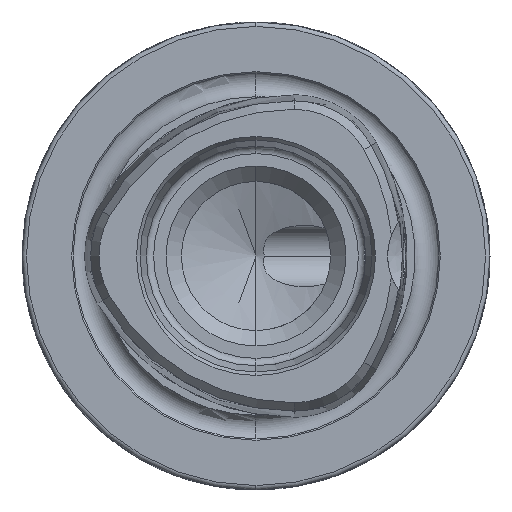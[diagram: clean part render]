
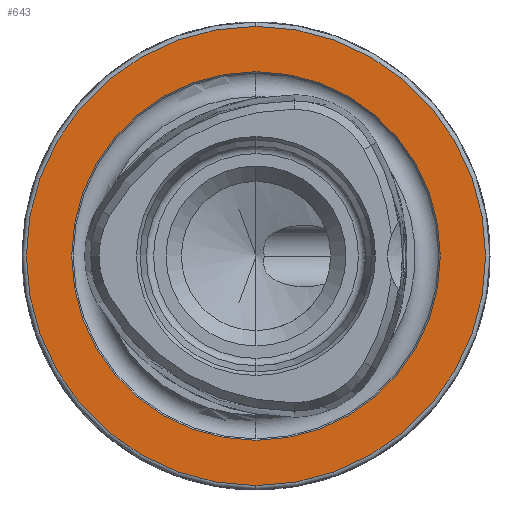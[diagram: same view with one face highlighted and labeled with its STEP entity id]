
A CAD part, left-side view. The second image highlights one B-rep face of the part: STEP entity #643.
In plain terms, the highlighted planar face has unit normal (-1, 0, 0).
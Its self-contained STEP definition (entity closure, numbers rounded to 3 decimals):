
#643 = ADVANCED_FACE ( 'NONE', ( #8329, #9010 ), #6859, .F. ) ;
#690 = CARTESIAN_POINT ( 'NONE',  ( 0., 0., -15.7 ) ) ;
#691 = DIRECTION ( 'NONE',  ( 0., 0., 1. ) ) ;
#769 = VERTEX_POINT ( 'NONE', #7783 ) ;
#1072 = DIRECTION ( 'NONE',  ( 1., 0., 0. ) ) ;
#1086 = CIRCLE ( 'NONE', #7376, 15.7 ) ;
#1158 = CARTESIAN_POINT ( 'NONE',  ( 0., 0., 0. ) ) ;
#1203 = DIRECTION ( 'NONE',  ( 0., 0., 1. ) ) ;
#1622 = DIRECTION ( 'NONE',  ( 0., 0., 1. ) ) ;
#1673 = CARTESIAN_POINT ( 'NONE',  ( 0., 0., 0. ) ) ;
#1756 = CARTESIAN_POINT ( 'NONE',  ( 0., 12.6, 0. ) ) ;
#1816 = VERTEX_POINT ( 'NONE', #3640 ) ;
#1852 = VERTEX_POINT ( 'NONE', #4277 ) ;
#1988 = CARTESIAN_POINT ( 'NONE',  ( 0., 0., 0. ) ) ;
#2181 = CIRCLE ( 'NONE', #5882, 12.6 ) ;
#2293 = ORIENTED_EDGE ( 'NONE', *, *, #8346, .T. ) ;
#2352 = DIRECTION ( 'NONE',  ( -1., 0., 0. ) ) ;
#2492 = AXIS2_PLACEMENT_3D ( 'NONE', #1158, #7026, #5605 ) ;
#2646 = AXIS2_PLACEMENT_3D ( 'NONE', #2759, #8516, #691 ) ;
#2759 = CARTESIAN_POINT ( 'NONE',  ( 0., 0., 0. ) ) ;
#2924 = ORIENTED_EDGE ( 'NONE', *, *, #9144, .T. ) ;
#3640 = CARTESIAN_POINT ( 'NONE',  ( 0., 0., 12.6 ) ) ;
#3975 = DIRECTION ( 'NONE',  ( 0., 0., -1. ) ) ;
#4277 = CARTESIAN_POINT ( 'NONE',  ( 0., 0., -12.6 ) ) ;
#4616 = ORIENTED_EDGE ( 'NONE', *, *, #7972, .F. ) ;
#4754 = ORIENTED_EDGE ( 'NONE', *, *, #7412, .F. ) ;
#5605 = DIRECTION ( 'NONE',  ( 0., 0., 1. ) ) ;
#5882 = AXIS2_PLACEMENT_3D ( 'NONE', #1673, #2352, #1622 ) ;
#6322 = DIRECTION ( 'NONE',  ( -1., 0., 0. ) ) ;
#6859 = PLANE ( 'NONE',  #9304 ) ;
#7018 = VERTEX_POINT ( 'NONE', #690 ) ;
#7026 = DIRECTION ( 'NONE',  ( -1., 0., 0. ) ) ;
#7376 = AXIS2_PLACEMENT_3D ( 'NONE', #1988, #6322, #1203 ) ;
#7412 = EDGE_CURVE ( 'NONE', #1852, #1816, #2181, .T. ) ;
#7542 = CIRCLE ( 'NONE', #2646, 12.6 ) ;
#7686 = CIRCLE ( 'NONE', #2492, 15.7 ) ;
#7783 = CARTESIAN_POINT ( 'NONE',  ( 0., 0., 15.7 ) ) ;
#7972 = EDGE_CURVE ( 'NONE', #1816, #1852, #7542, .T. ) ;
#8329 = FACE_BOUND ( 'NONE', #9060, .T. ) ;
#8346 = EDGE_CURVE ( 'NONE', #769, #7018, #7686, .T. ) ;
#8516 = DIRECTION ( 'NONE',  ( -1., 0., 0. ) ) ;
#9010 = FACE_OUTER_BOUND ( 'NONE', #9380, .T. ) ;
#9060 = EDGE_LOOP ( 'NONE', ( #4616, #4754 ) ) ;
#9144 = EDGE_CURVE ( 'NONE', #7018, #769, #1086, .T. ) ;
#9304 = AXIS2_PLACEMENT_3D ( 'NONE', #1756, #1072, #3975 ) ;
#9380 = EDGE_LOOP ( 'NONE', ( #2293, #2924 ) ) ;
